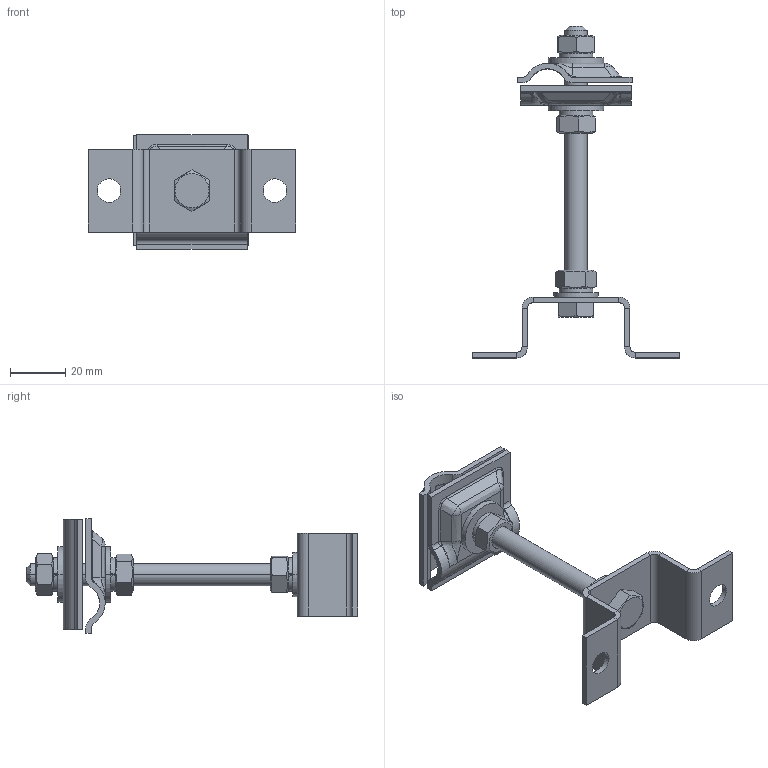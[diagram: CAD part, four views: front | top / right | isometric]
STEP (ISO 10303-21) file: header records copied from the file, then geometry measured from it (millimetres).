
FILE_DESCRIPTION (( 'STEP AP203' ), '1' );
FILE_NAME ('2622 Óíèâåðñàëüíûé äåðæàòåëü 48õ48 íà ìîñòîâîé îïîðå áîëò Ì8õ100, ïðîâîëîêà (èçì. 2).STEP', '2024-04-23T12:00:54', ( '' ), ( '' ), 'SwSTEP 2.0', 'SolidWorks 2022', '' );
FILE_SCHEMA (( 'CONFIG_CONTROL_DESIGN' ));
Length unit declared in the file: millimetre
Products named in the file (8): 1601M.001 Прижим_00; 2622 Универсальный держатель 48х48 на мостовой опоре болт М8х100, проволока (изм. 2); 2611U.001 Опора; ГОСТ 6402-70_Шайба 8Л ГОСТ 6402-70; ГОСТ 5927-70_Гайка M8 ГОСТ 5927-70; plain washer grade a_din_Washer DIN 125 - A 10.5; ГОСТ 11371-78_Шайба A.8 ГОСТ 11371-78; ГОСТ 7798-70_Болт M8x100.58.С.099 ГОСТ 7798-70
Assembly tree (13 placements, depth 2):
  2622 Универсальный держатель 48х48 на мостовой опоре болт М8х100, проволока (изм. 2)
    2611U.001 Опора
    1601M.001 Прижим_00  x2
    ГОСТ 7798-70_Болт M8x100.58.С.099 ГОСТ 7798-70
    ГОСТ 5927-70_Гайка M8 ГОСТ 5927-70  x3
    plain washer grade a_din_Washer DIN 125 - A 10.5  x2
    ГОСТ 6402-70_Шайба 8Л ГОСТ 6402-70  x3
    ГОСТ 11371-78_Шайба A.8 ГОСТ 11371-78
Bounding box: 75 x 120 x 41.5 mm (x, y, z)
Volume: 22661.1 mm3; surface area: 22145.1 mm2
Topology: 13 solids, 13 shells, 307 faces, 746 edges, 436 vertices
Faces by surface type: plane 115, bspline 92, cylinder 62, cone 28, sphere 8, torus 2
Entity records: 9318 total; most frequent: CARTESIAN_POINT 4760, ORIENTED_EDGE 772, DIRECTION 686, EDGE_CURVE 386, AXIS2_PLACEMENT_3D 264, VERTEX_POINT 232, EDGE_LOOP 182, ADVANCED_FACE 168
